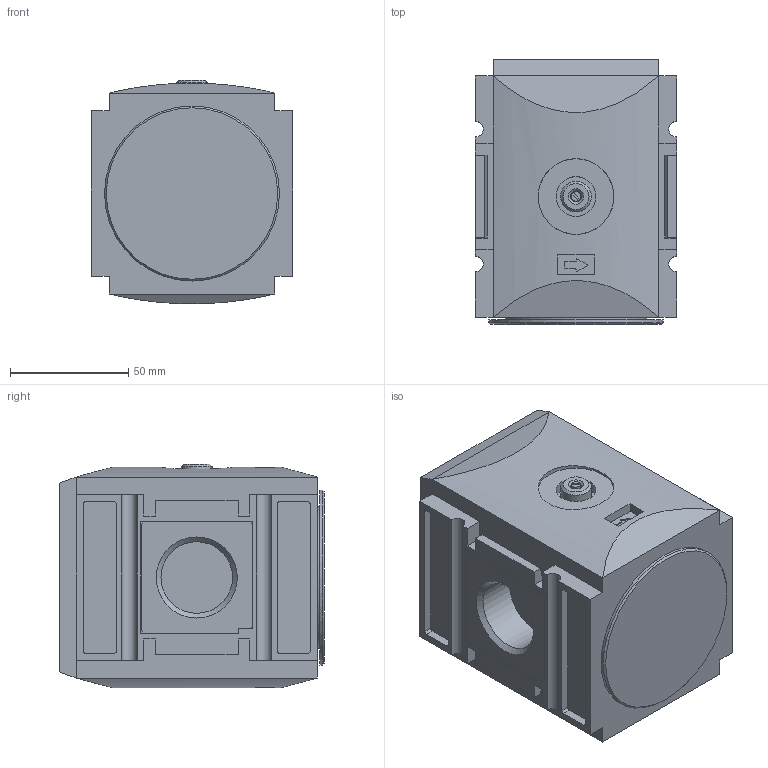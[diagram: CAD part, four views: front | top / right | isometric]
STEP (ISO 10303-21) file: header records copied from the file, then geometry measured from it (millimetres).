
FILE_DESCRIPTION(/* description */ ('STEP AP214'),/* implementation_level */ '2;1');
FILE_NAME(/* name */ '034417',/* time_stamp */ '2023-03-24T12:24:47+01:00',/* author */ ('License CC BY-ND 4.0'),/* organization */ ('CADENAS'),/* preprocessor_version */ 'ST-DEVELOPER v19.3',/* originating_system */ 'PARTsolutions',/* authorisation */ ' ');
FILE_SCHEMA (('AUTOMOTIVE_DESIGN {1 0 10303 214 3 1 1}'));
Length unit declared in the file: millimetre
Products named in the file (2): 034417; FU 936G 1000-1
Assembly tree (1 placements, depth 2):
  034417
    FU 936G 1000-1
Bounding box: 85 x 112 x 94.52 mm (x, y, z)
Volume: 745799.4 mm3; surface area: 67680 mm2
Topology: 1 solids, 1 shells, 211 faces, 541 edges, 357 vertices
Faces by surface type: plane 157, cylinder 48, cone 5, torus 1
Full cylindrical faces by diameter (mm): 4 x1, 4.5 x1, 13 x1, 16.8 x1, 30.291 x2, 32 x1, 37 x1, 42 x1, 50.7 x1, 60 x1, 74 x1
Entity records: 7739 total; most frequent: CARTESIAN_POINT 1097, DIRECTION 1050, ORIENTED_EDGE 1032, EDGE_CURVE 516, LINE 406, VECTOR 406, VERTEX_POINT 350, AXIS2_PLACEMENT_3D 322
